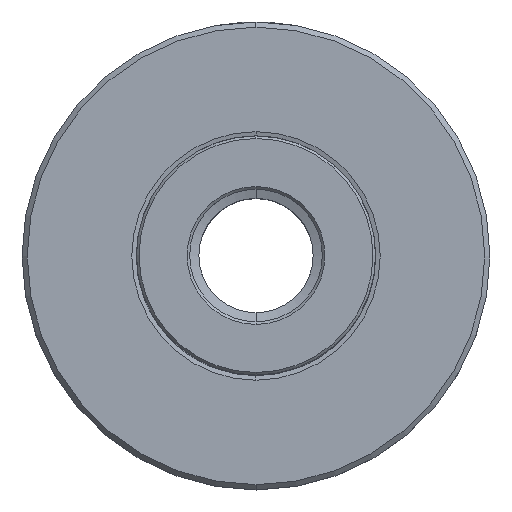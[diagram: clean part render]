
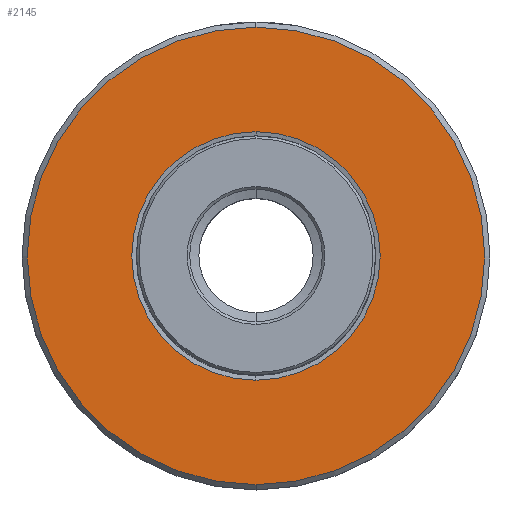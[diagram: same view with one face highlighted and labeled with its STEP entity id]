
A CAD part, top view. The second image highlights one B-rep face of the part: STEP entity #2145.
In plain terms, the highlighted planar face has unit normal (0, 0, 1).
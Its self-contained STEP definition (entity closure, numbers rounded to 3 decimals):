
#1391=VERTEX_POINT('NONE',#3414);
#1463=EDGE_CURVE('NONE',#1917,#2567,#3496,.T.);
#1917=VERTEX_POINT('NONE',#4012);
#2145=ADVANCED_FACE('NONE',(#4263,#4264),#4265,.T.);
#2291=EDGE_CURVE('NONE',#2567,#1917,#4426,.T.);
#2351=EDGE_CURVE('NONE',#2691,#1391,#4490,.T.);
#2567=VERTEX_POINT('NONE',#4734);
#2691=VERTEX_POINT('NONE',#4873);
#2909=EDGE_CURVE('NONE',#1391,#2691,#5119,.T.);
#3414=CARTESIAN_POINT('',(0.,44.0,0.0));
#3496=CIRCLE('',#6142,23.899);
#4012=CARTESIAN_POINT('',(0.,-23.899,0.));
#4263=FACE_OUTER_BOUND('',#7522,.T.);
#4264=FACE_BOUND('',#7523,.T.);
#4265=PLANE('',#7524);
#4426=CIRCLE('',#7758,23.899);
#4490=CIRCLE('',#7862,44.0);
#4734=CARTESIAN_POINT('',(0.0,23.899,0.));
#4873=CARTESIAN_POINT('',(0.0,-44.0,0.0));
#5119=CIRCLE('',#9273,44.0);
#6142=AXIS2_PLACEMENT_3D('',#9972,#9973,#9974);
#7522=EDGE_LOOP('',(#10906,#10907));
#7523=EDGE_LOOP('',(#10908,#10909));
#7524=AXIS2_PLACEMENT_3D('',#10910,#10911,#10912);
#7758=AXIS2_PLACEMENT_3D('',#11094,#11095,#11096);
#7862=AXIS2_PLACEMENT_3D('',#11156,#11157,#11158);
#9273=AXIS2_PLACEMENT_3D('',#11894,#11895,#11896);
#9972=CARTESIAN_POINT('',(0.0,0.0,0.));
#9973=DIRECTION('',(0.0,0.0,-1.0));
#9974=DIRECTION('',(0.0,-1.0,0.0));
#10906=ORIENTED_EDGE('',*,*,#2351,.F.);
#10907=ORIENTED_EDGE('',*,*,#2909,.F.);
#10908=ORIENTED_EDGE('',*,*,#2291,.T.);
#10909=ORIENTED_EDGE('',*,*,#1463,.T.);
#10910=CARTESIAN_POINT('',(-44.0,0.0,0.));
#10911=DIRECTION('',(0.0,-0.0,1.0));
#10912=DIRECTION('',(0.0,1.0,0.0));
#11094=CARTESIAN_POINT('',(0.0,0.0,0.));
#11095=DIRECTION('',(0.0,0.0,-1.0));
#11096=DIRECTION('',(0.0,-1.0,0.0));
#11156=CARTESIAN_POINT('',(0.0,0.0,0.0));
#11157=DIRECTION('',(0.0,0.0,-1.0));
#11158=DIRECTION('',(0.0,-1.0,0.0));
#11894=CARTESIAN_POINT('',(0.0,0.0,0.0));
#11895=DIRECTION('',(0.0,0.0,-1.0));
#11896=DIRECTION('',(0.0,-1.0,0.0));
